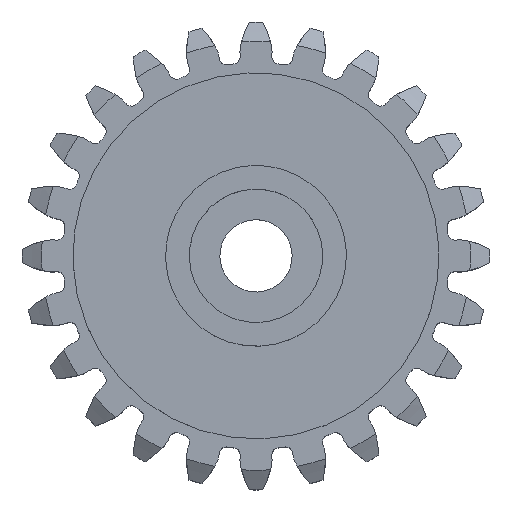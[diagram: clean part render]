
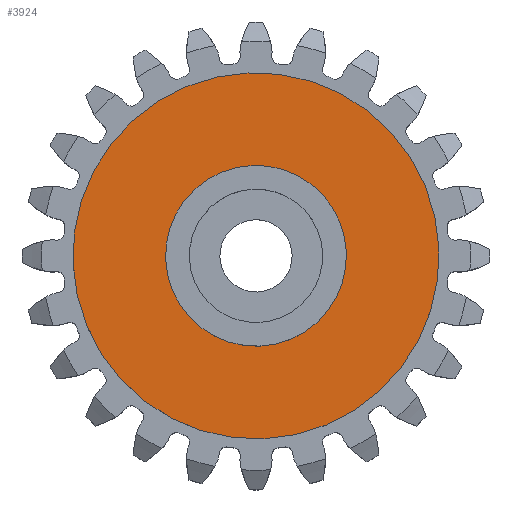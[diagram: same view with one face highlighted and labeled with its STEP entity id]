
A CAD part, top view. The second image highlights one B-rep face of the part: STEP entity #3924.
In plain terms, the highlighted planar face has unit normal (0, 0, 1).
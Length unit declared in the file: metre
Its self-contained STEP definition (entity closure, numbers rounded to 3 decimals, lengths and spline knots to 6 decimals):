
#317=PLANE('',#4346);
#1866=ORIENTED_EDGE('',*,*,#2505,.T.);
#1867=ORIENTED_EDGE('',*,*,#2504,.T.);
#2504=EDGE_CURVE('',#2920,#2920,#3168,.T.);
#2505=EDGE_CURVE('',#2921,#2921,#3169,.F.);
#2920=VERTEX_POINT('',#10849);
#2921=VERTEX_POINT('',#10852);
#3168=CIRCLE('',#4345,0.0081);
#3169=CIRCLE('',#4347,0.004);
#3380=EDGE_LOOP('',(#1866));
#3381=EDGE_LOOP('',(#1867));
#3604=FACE_BOUND('',#3380,.T.);
#3605=FACE_BOUND('',#3381,.T.);
#3924=ADVANCED_FACE('',(#3604,#3605),#317,.T.);
#4345=AXIS2_PLACEMENT_3D('',#10848,#5325,#5326);
#4346=AXIS2_PLACEMENT_3D('',#10850,#5327,#5328);
#4347=AXIS2_PLACEMENT_3D('',#10851,#5329,#5330);
#5325=DIRECTION('',(0.,0.,1.));
#5326=DIRECTION('',(0.991,-0.131,0.));
#5327=DIRECTION('',(0.,0.,1.));
#5328=DIRECTION('',(0.991,-0.131,0.));
#5329=DIRECTION('',(0.,0.,1.));
#5330=DIRECTION('',(0.991,-0.131,0.));
#10848=CARTESIAN_POINT('',(0.,-0.0112,0.0005));
#10849=CARTESIAN_POINT('',(0.008031,-0.012257,0.0005));
#10850=CARTESIAN_POINT('',(0.,-0.0112,0.0005));
#10851=CARTESIAN_POINT('',(0.,-0.0112,0.0005));
#10852=CARTESIAN_POINT('',(0.003966,-0.011722,0.0005));
